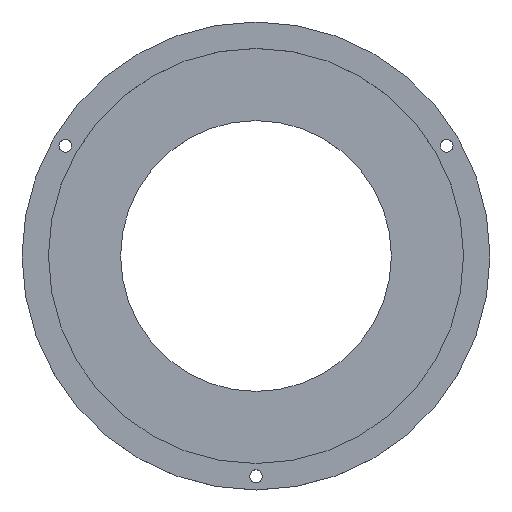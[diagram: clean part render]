
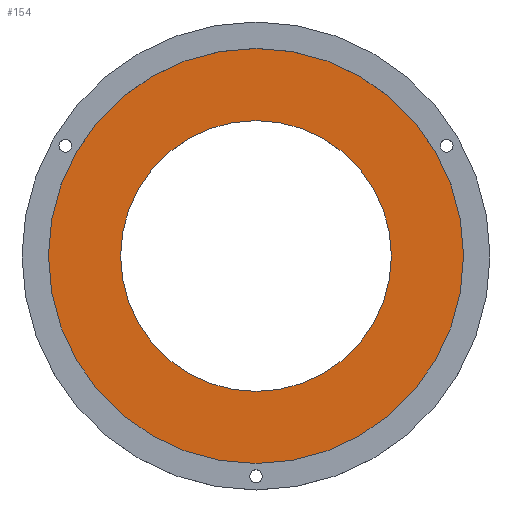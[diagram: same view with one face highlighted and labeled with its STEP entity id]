
A CAD part, top view. The second image highlights one B-rep face of the part: STEP entity #154.
In plain terms, the highlighted planar face has unit normal (0, 0, 1).
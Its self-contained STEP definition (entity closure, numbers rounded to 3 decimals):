
#15=FACE_BOUND('',#41,.T.);
#24=PLANE('',#185);
#31=FACE_OUTER_BOUND('',#40,.T.);
#40=EDGE_LOOP('',(#124));
#41=EDGE_LOOP('',(#125));
#73=CIRCLE('',#184,40.8);
#74=CIRCLE('',#186,26.625);
#85=VERTEX_POINT('',#266);
#86=VERTEX_POINT('',#270);
#101=EDGE_CURVE('',#85,#85,#73,.T.);
#102=EDGE_CURVE('',#86,#86,#74,.T.);
#124=ORIENTED_EDGE('',*,*,#101,.F.);
#125=ORIENTED_EDGE('',*,*,#102,.F.);
#154=ADVANCED_FACE('',(#31,#15),#24,.T.);
#184=AXIS2_PLACEMENT_3D('',#268,#222,#223);
#185=AXIS2_PLACEMENT_3D('',#269,#224,#225);
#186=AXIS2_PLACEMENT_3D('',#271,#226,#227);
#222=DIRECTION('center_axis',(0.,0.,-1.));
#223=DIRECTION('ref_axis',(-1.,0.,0.));
#224=DIRECTION('center_axis',(0.,0.,1.));
#225=DIRECTION('ref_axis',(-1.,0.,0.));
#226=DIRECTION('center_axis',(0.,0.,1.));
#227=DIRECTION('ref_axis',(1.,0.,0.));
#266=CARTESIAN_POINT('',(40.8,0.,-3.));
#268=CARTESIAN_POINT('Origin',(0.,0.,-3.));
#269=CARTESIAN_POINT('Origin',(0.,0.,-3.));
#270=CARTESIAN_POINT('',(-26.625,0.,-3.));
#271=CARTESIAN_POINT('Origin',(0.,0.,-3.));
